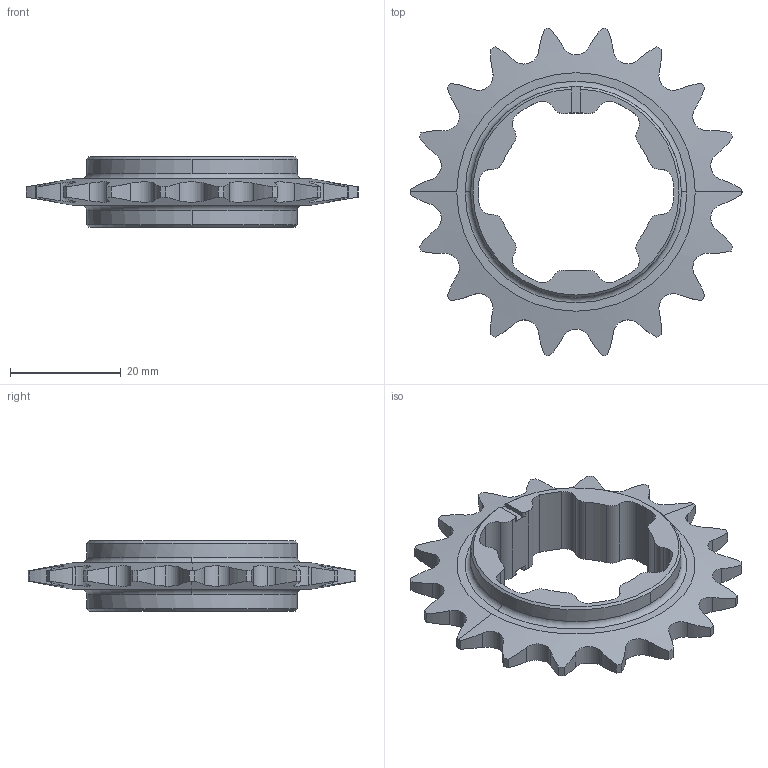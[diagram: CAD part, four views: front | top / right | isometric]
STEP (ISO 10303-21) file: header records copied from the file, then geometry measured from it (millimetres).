
FILE_DESCRIPTION (( 'STEP AP203' ), '1' );
FILE_NAME ('REV-21-3715.STEP', '2024-09-17T14:01:26', ( '' ), ( '' ), 'SwSTEP 2.0', 'SolidWorks 2022', '' );
FILE_SCHEMA (( 'CONFIG_CONTROL_DESIGN' ));
Length unit declared in the file: millimetre
Products named in the file (1): REV-21-3715
Bounding box: 60.06 x 59.32 x 12.7 mm (x, y, z)
Volume: 8841 mm3; surface area: 6066.5 mm2
Topology: 1 solids, 1 shells, 151 faces, 444 edges, 295 vertices
Faces by surface type: cylinder 130, plane 10, cone 7, torus 4
Entity records: 5856 total; most frequent: CARTESIAN_POINT 1843, ORIENTED_EDGE 888, DIRECTION 785, EDGE_CURVE 444, AXIS2_PLACEMENT_3D 317, VERTEX_POINT 295, CIRCLE 165, EDGE_LOOP 153
